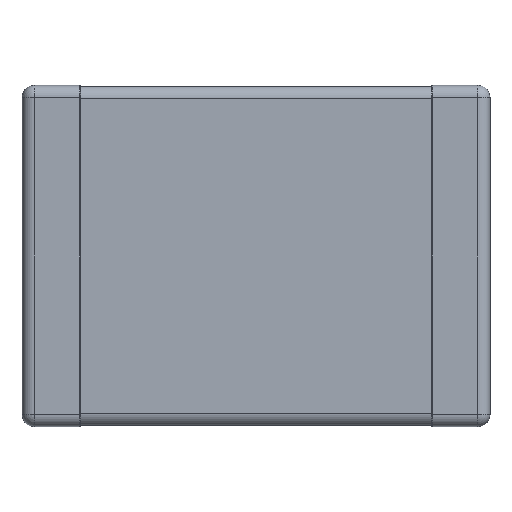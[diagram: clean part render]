
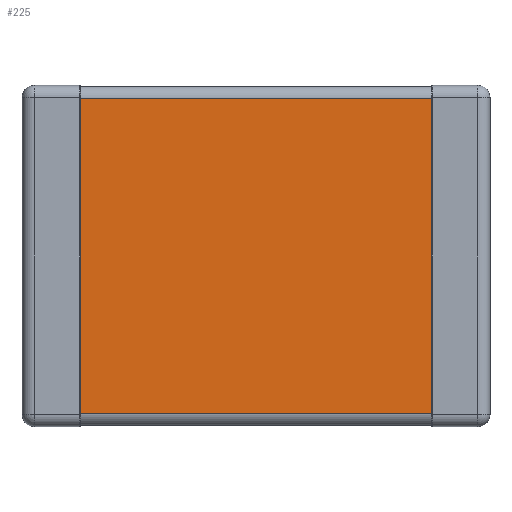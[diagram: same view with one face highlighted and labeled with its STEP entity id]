
A CAD part, front view. The second image highlights one B-rep face of the part: STEP entity #225.
In plain terms, the highlighted planar face has unit normal (0, -1, 0).
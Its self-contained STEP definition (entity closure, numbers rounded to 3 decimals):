
#225=ADVANCED_FACE('NONE',(#613),#614,.F.);
#613=FACE_OUTER_BOUND('',#1171,.T.);
#614=PLANE('',#1172);
#1171=EDGE_LOOP('',(#1728,#1729,#1730,#1731));
#1172=AXIS2_PLACEMENT_3D('',#1732,#1733,#1734);
#1728=ORIENTED_EDGE('',*,*,#3221,.T.);
#1729=ORIENTED_EDGE('',*,*,#3222,.T.);
#1730=ORIENTED_EDGE('',*,*,#3223,.T.);
#1731=ORIENTED_EDGE('',*,*,#3224,.T.);
#1732=CARTESIAN_POINT('',(-100.408,10.655,44.27));
#1733=DIRECTION('',(-0.0,1.0,0.0));
#1734=DIRECTION('',(1.0,0.0,0.0));
#3221=EDGE_CURVE('NONE',#3823,#3824,#3825,.T.);
#3222=EDGE_CURVE('NONE',#3824,#3826,#3827,.T.);
#3223=EDGE_CURVE('NONE',#3826,#3828,#3829,.T.);
#3224=EDGE_CURVE('NONE',#3828,#3823,#3830,.T.);
#3823=VERTEX_POINT('NONE',#4663);
#3824=VERTEX_POINT('NONE',#4664);
#3825=LINE('',#4665,#4666);
#3826=VERTEX_POINT('NONE',#4667);
#3827=LINE('',#4668,#4669);
#3828=VERTEX_POINT('NONE',#4670);
#3829=LINE('',#4671,#4672);
#3830=LINE('',#4673,#4674);
#4663=CARTESIAN_POINT('',(-95.934,10.655,40.918));
#4664=CARTESIAN_POINT('',(-95.934,10.655,44.144));
#4665=CARTESIAN_POINT('',(-95.934,10.655,44.27));
#4666=VECTOR('',#5790,1000.0);
#4667=CARTESIAN_POINT('',(-100.282,10.655,44.144));
#4668=CARTESIAN_POINT('',(-100.408,10.655,44.144));
#4669=VECTOR('',#5791,1000.0);
#4670=CARTESIAN_POINT('',(-100.282,10.655,40.918));
#4671=CARTESIAN_POINT('',(-100.282,10.655,40.792));
#4672=VECTOR('',#5792,1000.0);
#4673=CARTESIAN_POINT('',(-95.808,10.655,40.918));
#4674=VECTOR('',#5793,1000.0);
#5790=DIRECTION('',(0.0,0.0,1.0));
#5791=DIRECTION('',(-1.0,-0.0,-0.0));
#5792=DIRECTION('',(0.0,0.0,-1.0));
#5793=DIRECTION('',(1.0,0.0,0.));
